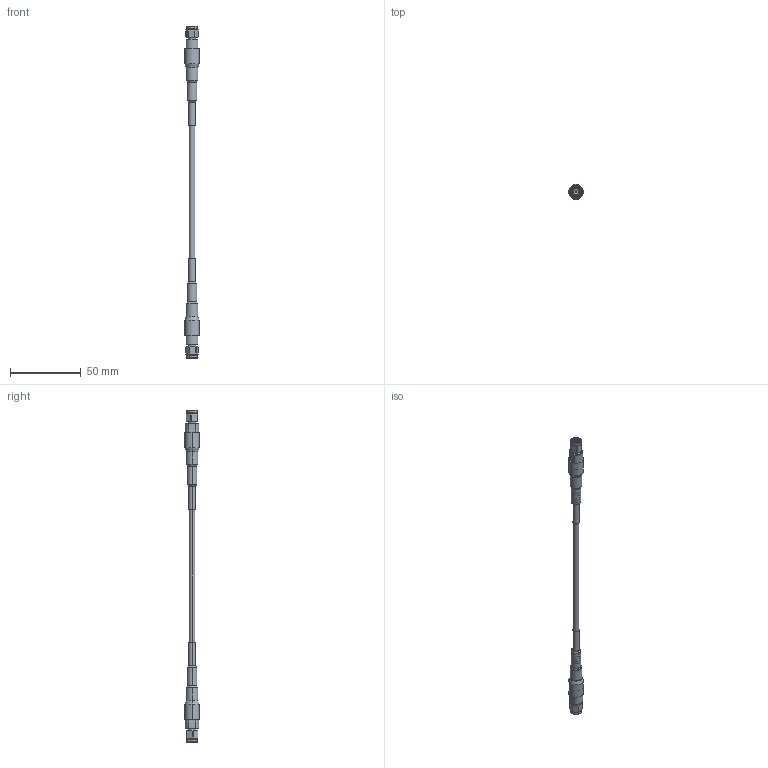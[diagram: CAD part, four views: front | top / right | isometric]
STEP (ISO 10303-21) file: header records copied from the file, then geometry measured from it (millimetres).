
FILE_DESCRIPTION (( 'STEP AP203' ), '1' );
FILE_NAME ('PE350.step', '2018-09-17T14:52:21', ( '' ), ( '' ), 'SwSTEP 2.0', 'SolidWorks 2017', '' );
FILE_SCHEMA (( 'CONFIG_CONTROL_DESIGN' ));
Length unit declared in the file: inch
Products named in the file (4): Coax Cable_PE-P141; PE44768; PE350; HeatShrink^PE350
Assembly tree (5 placements, depth 2):
  PE350
    Coax Cable_PE-P141
    PE44768  x2
    HeatShrink^PE350  x2
Bounding box: 10.4 x 10.4 x 234.14 mm (x, y, z)
Volume: 11692.6 mm3; surface area: 7988.3 mm2
Topology: 5 solids, 5 shells, 234 faces, 528 edges, 332 vertices
Faces by surface type: cylinder 120, plane 58, cone 46, bspline 10
Entity records: 5887 total; most frequent: CARTESIAN_POINT 2802, DIRECTION 567, ORIENTED_EDGE 534, EDGE_CURVE 267, AXIS2_PLACEMENT_3D 236, VERTEX_POINT 168, EDGE_LOOP 133, ADVANCED_FACE 119
